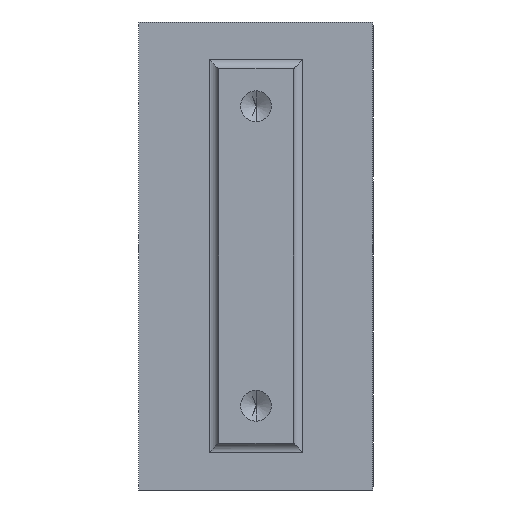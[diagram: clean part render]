
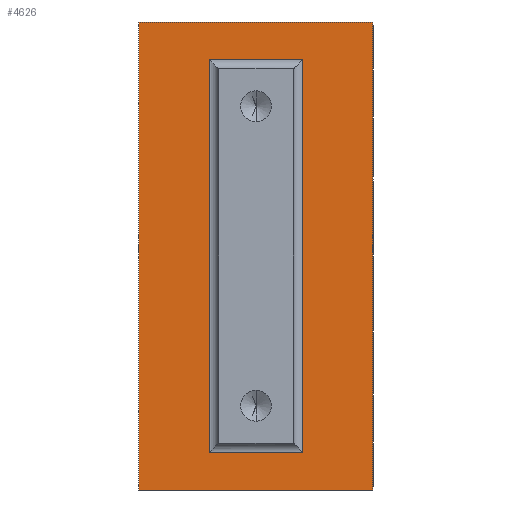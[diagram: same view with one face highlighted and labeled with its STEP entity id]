
A CAD part, front view. The second image highlights one B-rep face of the part: STEP entity #4626.
In plain terms, the highlighted planar face has unit normal (0, -1, 0).
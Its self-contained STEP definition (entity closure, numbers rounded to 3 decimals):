
#105 = PLANE ( 'NONE',  #1879 ) ;
#133 = CARTESIAN_POINT ( 'NONE',  ( 5., 20., -21. ) ) ;
#188 = DIRECTION ( 'NONE',  ( 0., 0., 1. ) ) ;
#225 = CARTESIAN_POINT ( 'NONE',  ( 5., 20., -20. ) ) ;
#273 = DIRECTION ( 'NONE',  ( 0., 0., -1. ) ) ;
#399 = ORIENTED_EDGE ( 'NONE', *, *, #5443, .F. ) ;
#762 = LINE ( 'NONE', #5551, #5566 ) ;
#888 = CARTESIAN_POINT ( 'NONE',  ( 12.5, 20., 25. ) ) ;
#988 = VECTOR ( 'NONE', #273, 1000. ) ;
#1066 = VERTEX_POINT ( 'NONE', #2086 ) ;
#1071 = DIRECTION ( 'NONE',  ( 0., 1., 0. ) ) ;
#1085 = VERTEX_POINT ( 'NONE', #133 ) ;
#1368 = VECTOR ( 'NONE', #2129, 1000. ) ;
#1436 = LINE ( 'NONE', #5829, #4198 ) ;
#1477 = VERTEX_POINT ( 'NONE', #5779 ) ;
#1497 = VECTOR ( 'NONE', #188, 1000. ) ;
#1570 = EDGE_LOOP ( 'NONE', ( #3391, #2736, #3310, #4333 ) ) ;
#1794 = EDGE_CURVE ( 'NONE', #1066, #2363, #5018, .T. ) ;
#1879 = AXIS2_PLACEMENT_3D ( 'NONE', #2025, #1071, #3012 ) ;
#2025 = CARTESIAN_POINT ( 'NONE',  ( 4., 20., 25. ) ) ;
#2086 = CARTESIAN_POINT ( 'NONE',  ( -5., 20., -21. ) ) ;
#2129 = DIRECTION ( 'NONE',  ( 0., 0., -1. ) ) ;
#2130 = ORIENTED_EDGE ( 'NONE', *, *, #5705, .T. ) ;
#2139 = EDGE_CURVE ( 'NONE', #1085, #1066, #5933, .T. ) ;
#2142 = DIRECTION ( 'NONE',  ( 0., 0., -1. ) ) ;
#2363 = VERTEX_POINT ( 'NONE', #3357 ) ;
#2597 = CARTESIAN_POINT ( 'NONE',  ( -5., 20., 20. ) ) ;
#2620 = VECTOR ( 'NONE', #2142, 1000. ) ;
#2684 = LINE ( 'NONE', #4632, #988 ) ;
#2736 = ORIENTED_EDGE ( 'NONE', *, *, #3879, .T. ) ;
#2837 = LINE ( 'NONE', #5423, #2620 ) ;
#3012 = DIRECTION ( 'NONE',  ( -1., 0., 0. ) ) ;
#3086 = VECTOR ( 'NONE', #5587, 1000. ) ;
#3135 = LINE ( 'NONE', #3160, #3086 ) ;
#3160 = CARTESIAN_POINT ( 'NONE',  ( 4., 20., 21. ) ) ;
#3310 = ORIENTED_EDGE ( 'NONE', *, *, #4523, .T. ) ;
#3357 = CARTESIAN_POINT ( 'NONE',  ( -5., 20., 21. ) ) ;
#3391 = ORIENTED_EDGE ( 'NONE', *, *, #1794, .T. ) ;
#3444 = ORIENTED_EDGE ( 'NONE', *, *, #3924, .F. ) ;
#3511 = VERTEX_POINT ( 'NONE', #4766 ) ;
#3879 = EDGE_CURVE ( 'NONE', #2363, #1477, #3135, .T. ) ;
#3924 = EDGE_CURVE ( 'NONE', #6142, #3980, #1436, .T. ) ;
#3972 = FACE_BOUND ( 'NONE', #1570, .T. ) ;
#3980 = VERTEX_POINT ( 'NONE', #888 ) ;
#4088 = EDGE_LOOP ( 'NONE', ( #5076, #2130, #399, #3444 ) ) ;
#4111 = VECTOR ( 'NONE', #5900, 1000. ) ;
#4175 = DIRECTION ( 'NONE',  ( 1., 0., 0. ) ) ;
#4198 = VECTOR ( 'NONE', #5764, 1000. ) ;
#4215 = CARTESIAN_POINT ( 'NONE',  ( -12.5, 20., -25. ) ) ;
#4333 = ORIENTED_EDGE ( 'NONE', *, *, #2139, .T. ) ;
#4434 = CARTESIAN_POINT ( 'NONE',  ( -4., 20., -21. ) ) ;
#4457 = FACE_OUTER_BOUND ( 'NONE', #4088, .T. ) ;
#4523 = EDGE_CURVE ( 'NONE', #1477, #1085, #4583, .T. ) ;
#4583 = LINE ( 'NONE', #225, #1368 ) ;
#4626 = ADVANCED_FACE ( 'NONE', ( #3972, #4457 ), #105, .F. ) ;
#4632 = CARTESIAN_POINT ( 'NONE',  ( 12.5, 20., 25. ) ) ;
#4766 = CARTESIAN_POINT ( 'NONE',  ( 12.5, 20., -25. ) ) ;
#4917 = VERTEX_POINT ( 'NONE', #4215 ) ;
#5018 = LINE ( 'NONE', #2597, #1497 ) ;
#5076 = ORIENTED_EDGE ( 'NONE', *, *, #5560, .T. ) ;
#5423 = CARTESIAN_POINT ( 'NONE',  ( -12.5, 20., 25. ) ) ;
#5443 = EDGE_CURVE ( 'NONE', #3980, #3511, #2684, .T. ) ;
#5551 = CARTESIAN_POINT ( 'NONE',  ( 4., 20., -25. ) ) ;
#5560 = EDGE_CURVE ( 'NONE', #6142, #4917, #2837, .T. ) ;
#5566 = VECTOR ( 'NONE', #4175, 1000. ) ;
#5587 = DIRECTION ( 'NONE',  ( 1., 0., 0. ) ) ;
#5705 = EDGE_CURVE ( 'NONE', #4917, #3511, #762, .T. ) ;
#5764 = DIRECTION ( 'NONE',  ( 1., 0., 0. ) ) ;
#5779 = CARTESIAN_POINT ( 'NONE',  ( 5., 20., 21. ) ) ;
#5829 = CARTESIAN_POINT ( 'NONE',  ( -12.5, 20., 25. ) ) ;
#5887 = CARTESIAN_POINT ( 'NONE',  ( -12.5, 20., 25. ) ) ;
#5900 = DIRECTION ( 'NONE',  ( -1., 0., 0. ) ) ;
#5933 = LINE ( 'NONE', #4434, #4111 ) ;
#6142 = VERTEX_POINT ( 'NONE', #5887 ) ;
